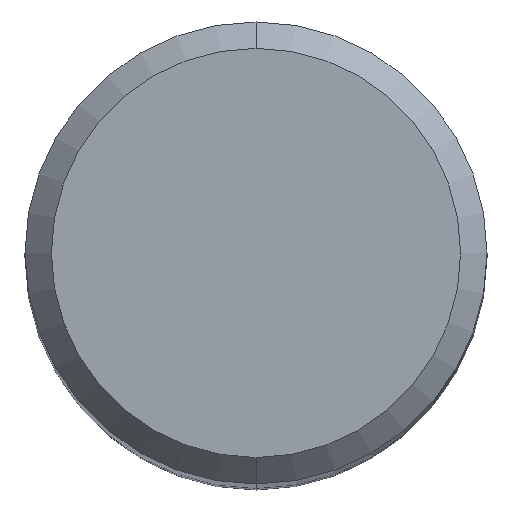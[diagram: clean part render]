
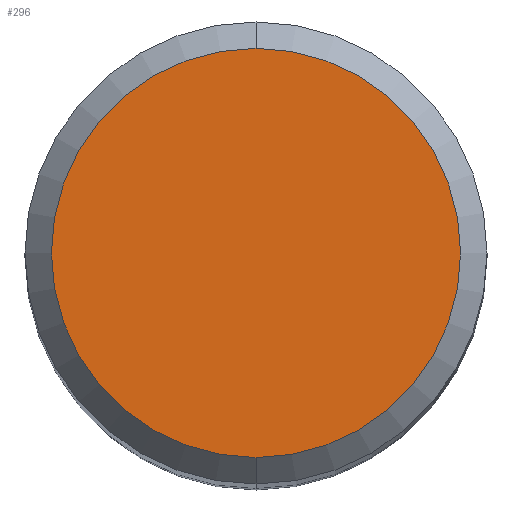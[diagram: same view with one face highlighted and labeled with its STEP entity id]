
A CAD part, top view. The second image highlights one B-rep face of the part: STEP entity #296.
In plain terms, the highlighted planar face has unit normal (0, 0, 1).
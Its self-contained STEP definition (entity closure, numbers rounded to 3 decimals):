
#290=VERTEX_POINT('',#601);
#296=ADVANCED_FACE('',(#607),#608,.T.);
#300=EDGE_CURVE('',#290,#322,#612,.T.);
#322=VERTEX_POINT('',#635);
#376=EDGE_CURVE('',#322,#290,#697,.T.);
#601=CARTESIAN_POINT('',(0.0,3.1,0.0));
#607=FACE_OUTER_BOUND('',#1037,.T.);
#608=PLANE('',#1038);
#612=CIRCLE('',#1045,3.1);
#635=CARTESIAN_POINT('',(0.,-3.1,0.0));
#697=CIRCLE('',#1252,3.1);
#1037=EDGE_LOOP('',(#1552,#1553));
#1038=AXIS2_PLACEMENT_3D('',#1554,#1555,#1556);
#1045=AXIS2_PLACEMENT_3D('',#1558,#1559,#1560);
#1252=AXIS2_PLACEMENT_3D('',#1645,#1646,#1647);
#1552=ORIENTED_EDGE('',*,*,#300,.F.);
#1553=ORIENTED_EDGE('',*,*,#376,.F.);
#1554=CARTESIAN_POINT('',(0.0,1.55,0.0));
#1555=DIRECTION('',(-0.0,0.0,1.0));
#1556=DIRECTION('',(0.0,-1.0,0.0));
#1558=CARTESIAN_POINT('',(0.0,0.0,0.0));
#1559=DIRECTION('',(0.0,0.0,-1.0));
#1560=DIRECTION('',(0.0,1.0,0.0));
#1645=CARTESIAN_POINT('',(0.0,0.0,0.0));
#1646=DIRECTION('',(0.0,0.0,-1.0));
#1647=DIRECTION('',(0.0,1.0,0.0));
